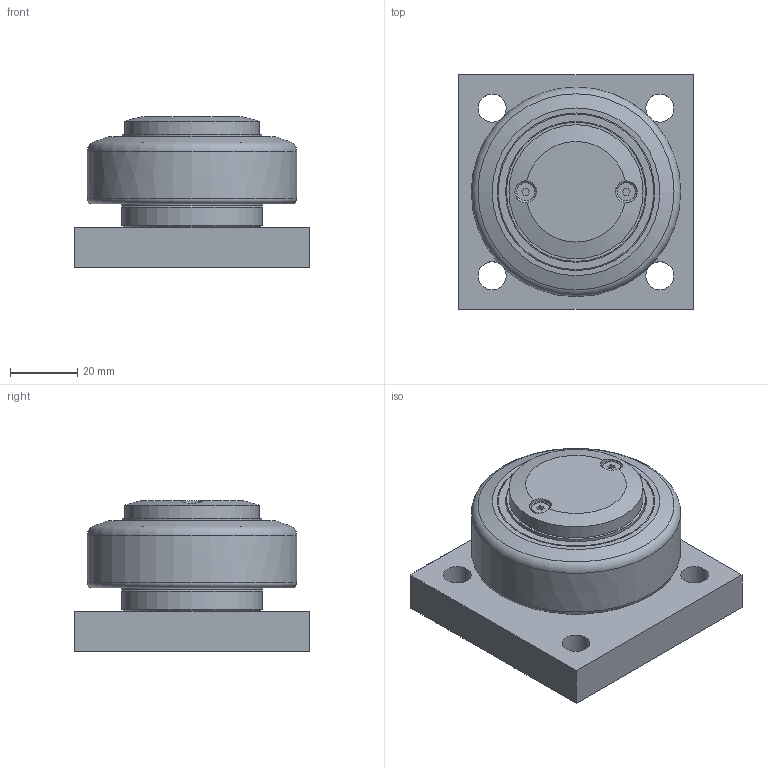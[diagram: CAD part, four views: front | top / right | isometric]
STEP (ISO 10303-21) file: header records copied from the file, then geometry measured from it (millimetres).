
FILE_DESCRIPTION(/* description */ ('-','CAx-IF Rec.Pracs.---Representation and Presentation of Product Manufacturing Information (PMI)---4.0---2014-10-13'),/* implementation_level */ '2;1');
FILE_NAME(/* name */ '7fd6378f-43ac-42a1-b4ee-c1fb1a54a9a9.stp',/* time_stamp */ '2020-04-01T16:26:53+02:00',/* author */ ('-'),/* organization */ ('NTI CADcenter A/S'),/* preprocessor_version */ 'ST-DEVELOPER v18',/* originating_system */ 'Autodesk Inventor 2020',/* authorisation */ '-');
FILE_SCHEMA (('AP242_MANAGED_MODEL_BASED_3D_ENGINEERING_MIM_LF { 1 0 10303 442 1 1 4 }'));
Length unit declared in the file: millimetre
Products named in the file (1): TR 060.0360 BQ1000_Kontur
Bounding box: 70 x 70 x 45 mm (x, y, z)
Volume: 131202.3 mm3; surface area: 23140.6 mm2
Topology: 1 solids, 1 shells, 61 faces, 161 edges, 114 vertices
Faces by surface type: plane 32, cylinder 17, cone 7, torus 4, bspline 1
Full cylindrical faces by diameter (mm): 5.35 x2, 6.5 x2, 8.376 x4, 30 x1, 40 x1, 41.5 x1, 42 x2, 42.1 x1, 42.971 x1, 47 x2
Entity records: 2071 total; most frequent: CARTESIAN_POINT 403, DIRECTION 364, ORIENTED_EDGE 322, EDGE_CURVE 161, AXIS2_PLACEMENT_3D 146, VERTEX_POINT 114, CIRCLE 85, EDGE_LOOP 81
